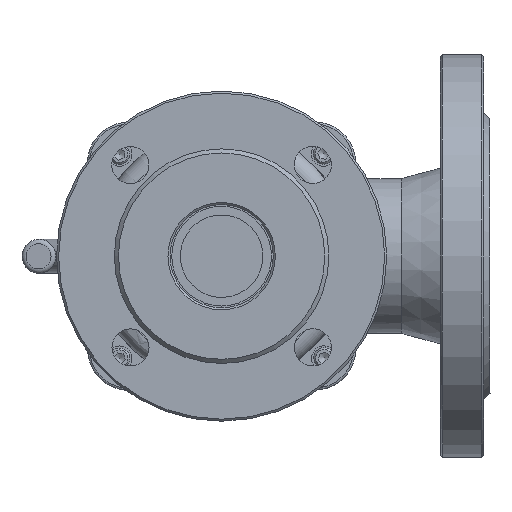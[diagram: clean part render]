
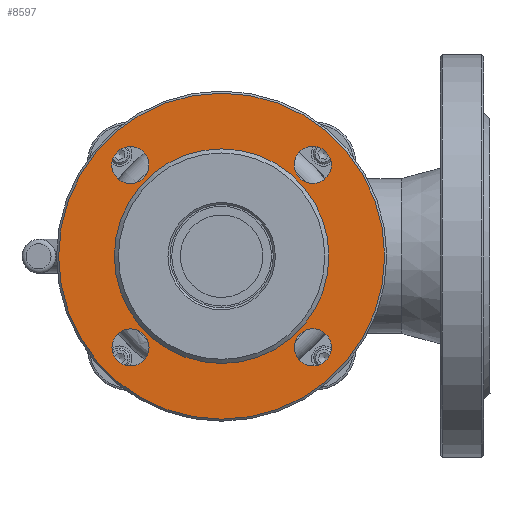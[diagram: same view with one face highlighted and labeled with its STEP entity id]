
A CAD part, front view. The second image highlights one B-rep face of the part: STEP entity #8597.
In plain terms, the highlighted planar face has unit normal (0, -1, 0).
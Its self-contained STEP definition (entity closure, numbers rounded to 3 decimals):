
#285=FACE_BOUND('',#1283,.T.);
#286=FACE_BOUND('',#1284,.T.);
#287=FACE_BOUND('',#1285,.T.);
#288=FACE_BOUND('',#1286,.T.);
#289=FACE_BOUND('',#1287,.T.);
#419=PLANE('',#9386);
#753=FACE_OUTER_BOUND('',#1282,.T.);
#1282=EDGE_LOOP('',(#5957));
#1283=EDGE_LOOP('',(#5958));
#1284=EDGE_LOOP('',(#5959));
#1285=EDGE_LOOP('',(#5960));
#1286=EDGE_LOOP('',(#5961));
#1287=EDGE_LOOP('',(#5962));
#1855=CIRCLE('',#9385,79.);
#1856=CIRCLE('',#9387,9.);
#1857=CIRCLE('',#9388,9.);
#1858=CIRCLE('',#9389,9.);
#1859=CIRCLE('',#9390,9.);
#1860=CIRCLE('',#9391,52.);
#3684=VERTEX_POINT('',#13781);
#3685=VERTEX_POINT('',#13785);
#3686=VERTEX_POINT('',#13787);
#3687=VERTEX_POINT('',#13789);
#3688=VERTEX_POINT('',#13791);
#3689=VERTEX_POINT('',#13793);
#4538=EDGE_CURVE('',#3684,#3684,#1855,.T.);
#4539=EDGE_CURVE('',#3685,#3685,#1856,.T.);
#4540=EDGE_CURVE('',#3686,#3686,#1857,.T.);
#4541=EDGE_CURVE('',#3687,#3687,#1858,.T.);
#4542=EDGE_CURVE('',#3688,#3688,#1859,.T.);
#4543=EDGE_CURVE('',#3689,#3689,#1860,.T.);
#5957=ORIENTED_EDGE('',*,*,#4538,.F.);
#5958=ORIENTED_EDGE('',*,*,#4539,.F.);
#5959=ORIENTED_EDGE('',*,*,#4540,.F.);
#5960=ORIENTED_EDGE('',*,*,#4541,.F.);
#5961=ORIENTED_EDGE('',*,*,#4542,.F.);
#5962=ORIENTED_EDGE('',*,*,#4543,.F.);
#8597=ADVANCED_FACE('',(#753,#285,#286,#287,#288,#289),#419,.F.);
#9385=AXIS2_PLACEMENT_3D('',#13783,#10517,#10518);
#9386=AXIS2_PLACEMENT_3D('',#13784,#10519,#10520);
#9387=AXIS2_PLACEMENT_3D('',#13786,#10521,#10522);
#9388=AXIS2_PLACEMENT_3D('',#13788,#10523,#10524);
#9389=AXIS2_PLACEMENT_3D('',#13790,#10525,#10526);
#9390=AXIS2_PLACEMENT_3D('',#13792,#10527,#10528);
#9391=AXIS2_PLACEMENT_3D('',#13794,#10529,#10530);
#10517=DIRECTION('center_axis',(0.,1.,0.));
#10518=DIRECTION('ref_axis',(1.,0.,0.));
#10519=DIRECTION('center_axis',(0.,1.,0.));
#10520=DIRECTION('ref_axis',(0.,0.,1.));
#10521=DIRECTION('center_axis',(0.,-1.,0.));
#10522=DIRECTION('ref_axis',(-1.,0.,0.));
#10523=DIRECTION('center_axis',(0.,-1.,0.));
#10524=DIRECTION('ref_axis',(-1.,0.,0.));
#10525=DIRECTION('center_axis',(0.,-1.,0.));
#10526=DIRECTION('ref_axis',(-1.,0.,0.));
#10527=DIRECTION('center_axis',(0.,-1.,0.));
#10528=DIRECTION('ref_axis',(-1.,0.,0.));
#10529=DIRECTION('center_axis',(0.,-1.,0.));
#10530=DIRECTION('ref_axis',(1.,0.,0.));
#13781=CARTESIAN_POINT('',(-79.,32.,0.));
#13783=CARTESIAN_POINT('Origin',(0.,32.,0.));
#13784=CARTESIAN_POINT('Origin',(0.,32.,0.));
#13785=CARTESIAN_POINT('',(53.194,32.,44.194));
#13786=CARTESIAN_POINT('Origin',(44.194,32.,44.194));
#13787=CARTESIAN_POINT('',(53.194,32.,-44.194));
#13788=CARTESIAN_POINT('Origin',(44.194,32.,-44.194));
#13789=CARTESIAN_POINT('',(-35.194,32.,-44.194));
#13790=CARTESIAN_POINT('Origin',(-44.194,32.,-44.194));
#13791=CARTESIAN_POINT('',(-35.194,32.,44.194));
#13792=CARTESIAN_POINT('Origin',(-44.194,32.,44.194));
#13793=CARTESIAN_POINT('',(-52.,32.,0.));
#13794=CARTESIAN_POINT('Origin',(0.,32.,0.));
